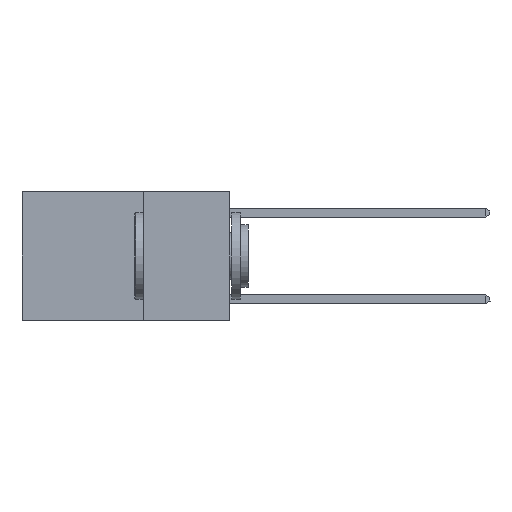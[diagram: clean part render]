
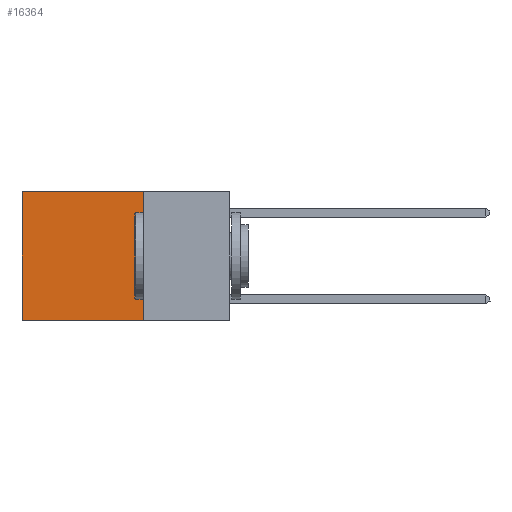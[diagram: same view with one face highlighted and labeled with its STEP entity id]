
A CAD part, left-side view. The second image highlights one B-rep face of the part: STEP entity #16364.
In plain terms, the highlighted planar face has unit normal (-1, 0, 0).
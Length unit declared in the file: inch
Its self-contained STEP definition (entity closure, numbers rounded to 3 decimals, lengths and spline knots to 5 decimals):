
#181 = DIRECTION ( 'NONE',  ( 0., 0., -1. ) ) ;
#548 = DIRECTION ( 'NONE',  ( 0., 0., -1. ) ) ;
#879 = CARTESIAN_POINT ( 'NONE',  ( 0.2625, 0.6, 0. ) ) ;
#1421 = CARTESIAN_POINT ( 'NONE',  ( 0.2625, 0.6, 0. ) ) ;
#1822 = VERTEX_POINT ( 'NONE', #879 ) ;
#2014 = CARTESIAN_POINT ( 'NONE',  ( 0.2625, 0.6, -0.37 ) ) ;
#2473 = DIRECTION ( 'NONE',  ( 0., 1., 0. ) ) ;
#3380 = FACE_OUTER_BOUND ( 'NONE', #4173, .T. ) ;
#4173 = EDGE_LOOP ( 'NONE', ( #16664, #14296, #16988, #6610 ) ) ;
#4552 = CARTESIAN_POINT ( 'NONE',  ( 0.2625, 0.25, -0.37 ) ) ;
#5317 = CARTESIAN_POINT ( 'NONE',  ( 0.2625, 0.25, 0. ) ) ;
#5855 = AXIS2_PLACEMENT_3D ( 'NONE', #16479, #8526, #548 ) ;
#6575 = EDGE_CURVE ( 'NONE', #16516, #12496, #16286, .T. ) ;
#6610 = ORIENTED_EDGE ( 'NONE', *, *, #12688, .T. ) ;
#8526 = DIRECTION ( 'NONE',  ( 1., 0., 0. ) ) ;
#8684 = VECTOR ( 'NONE', #2473, 39.37008 ) ;
#8732 = VECTOR ( 'NONE', #181, 39.37008 ) ;
#12090 = DIRECTION ( 'NONE',  ( 0., 0., -1. ) ) ;
#12496 = VERTEX_POINT ( 'NONE', #2014 ) ;
#12688 = EDGE_CURVE ( 'NONE', #13326, #1822, #15740, .T. ) ;
#12697 = LINE ( 'NONE', #14822, #8732 ) ;
#12775 = CARTESIAN_POINT ( 'NONE',  ( 0.2625, 0.25, -0.37 ) ) ;
#13326 = VERTEX_POINT ( 'NONE', #5317 ) ;
#13538 = LINE ( 'NONE', #1421, #16622 ) ;
#13631 = VECTOR ( 'NONE', #13816, 39.37008 ) ;
#13816 = DIRECTION ( 'NONE',  ( 0., 1., 0. ) ) ;
#13828 = PLANE ( 'NONE',  #5855 ) ;
#14296 = ORIENTED_EDGE ( 'NONE', *, *, #6575, .F. ) ;
#14822 = CARTESIAN_POINT ( 'NONE',  ( 0.2625, 0.25, 0. ) ) ;
#15740 = LINE ( 'NONE', #17030, #8684 ) ;
#16286 = LINE ( 'NONE', #4552, #13631 ) ;
#16364 = ADVANCED_FACE ( 'NONE', ( #3380 ), #13828, .F. ) ;
#16479 = CARTESIAN_POINT ( 'NONE',  ( 0.2625, 0.25, 0. ) ) ;
#16516 = VERTEX_POINT ( 'NONE', #12775 ) ;
#16622 = VECTOR ( 'NONE', #12090, 39.37008 ) ;
#16664 = ORIENTED_EDGE ( 'NONE', *, *, #16831, .T. ) ;
#16831 = EDGE_CURVE ( 'NONE', #1822, #12496, #13538, .T. ) ;
#16898 = EDGE_CURVE ( 'NONE', #13326, #16516, #12697, .T. ) ;
#16988 = ORIENTED_EDGE ( 'NONE', *, *, #16898, .F. ) ;
#17030 = CARTESIAN_POINT ( 'NONE',  ( 0.2625, 0.25, 0. ) ) ;
